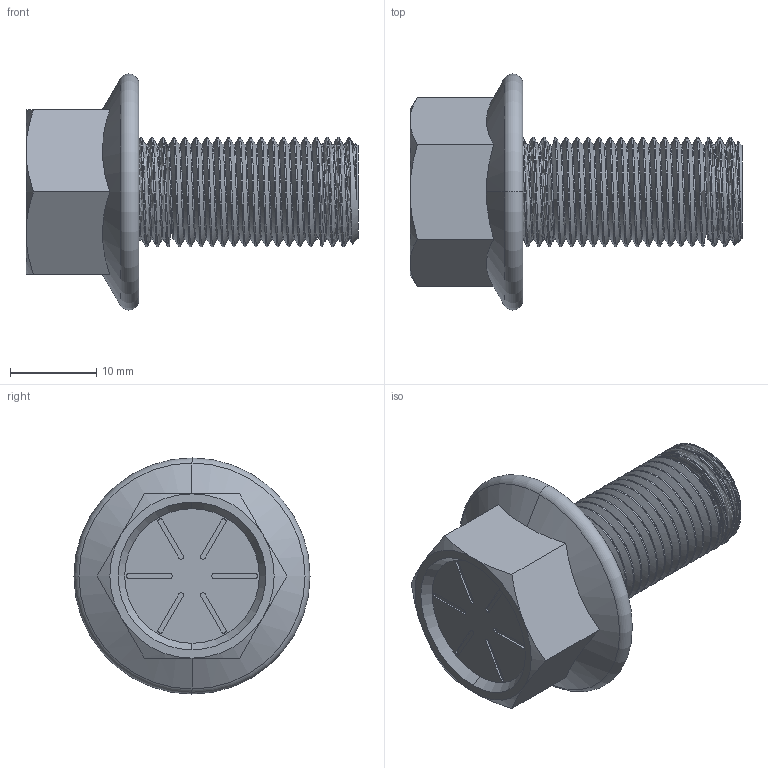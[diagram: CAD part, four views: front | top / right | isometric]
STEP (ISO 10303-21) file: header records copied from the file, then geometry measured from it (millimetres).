
FILE_DESCRIPTION (( 'STEP AP203' ), '1' );
FILE_NAME ('90409A160_HIGH-STRENGTH GRADE 8 STEEL HEX HEAD SCREW.STEP', '2021-02-18T21:45:48', ( 'Administrator' ), ( 'Managed by Terraform' ), 'SwSTEP 2.0', 'SolidWorks 2017', '' );
FILE_SCHEMA (( 'CONFIG_CONTROL_DESIGN' ));
Length unit declared in the file: inch
Products named in the file (1): 90409A160_HIGH-STRENGTH GRADE 8 STEEL HEX HEAD SCREW
Bounding box: 38.5 x 27.38 x 27.38 mm (x, y, z)
Volume: 7457.9 mm3; surface area: 3593.8 mm2
Topology: 1 solids, 1 shells, 101 faces, 264 edges, 173 vertices
Faces by surface type: cylinder 56, plane 28, cone 12, bspline 3, torus 2
Entity records: 6430 total; most frequent: CARTESIAN_POINT 4123, ORIENTED_EDGE 528, DIRECTION 405, EDGE_CURVE 264, VERTEX_POINT 173, AXIS2_PLACEMENT_3D 151, EDGE_LOOP 109, LINE 103
